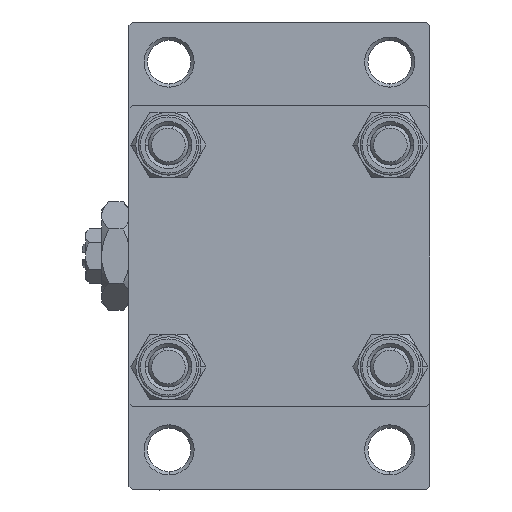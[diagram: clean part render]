
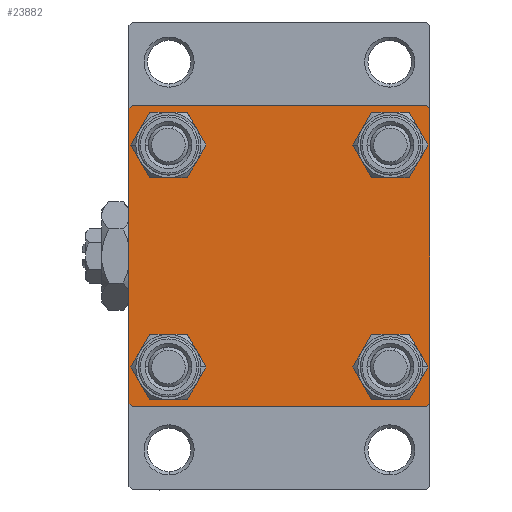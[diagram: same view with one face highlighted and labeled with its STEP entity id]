
A CAD part, left-side view. The second image highlights one B-rep face of the part: STEP entity #23882.
In plain terms, the highlighted planar face has unit normal (-1, 0, 0).
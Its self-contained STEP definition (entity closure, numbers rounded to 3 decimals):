
#161 = ORIENTED_EDGE ( 'NONE', *, *, #46744, .T. ) ;
#389 = VERTEX_POINT ( 'NONE', #37343 ) ;
#451 = AXIS2_PLACEMENT_3D ( 'NONE', #40559, #17197, #48280 ) ;
#935 = CARTESIAN_POINT ( 'NONE',  ( 0., -16.6, 13.1 ) ) ;
#970 = FACE_BOUND ( 'NONE', #44390, .T. ) ;
#1125 = CARTESIAN_POINT ( 'NONE',  ( 0., 22.5, 22.5 ) ) ;
#1324 = CARTESIAN_POINT ( 'NONE',  ( 0., 22., -22.5 ) ) ;
#2086 = CARTESIAN_POINT ( 'NONE',  ( 0., -22.5, -22. ) ) ;
#2178 = ORIENTED_EDGE ( 'NONE', *, *, #40930, .T. ) ;
#2379 = AXIS2_PLACEMENT_3D ( 'NONE', #29169, #10294, #40602 ) ;
#3408 = VERTEX_POINT ( 'NONE', #31961 ) ;
#3435 = LINE ( 'NONE', #18578, #3568 ) ;
#3524 = VERTEX_POINT ( 'NONE', #3596 ) ;
#3568 = VECTOR ( 'NONE', #30038, 1000. ) ;
#3596 = CARTESIAN_POINT ( 'NONE',  ( 0., 22., 22.5 ) ) ;
#4909 = VERTEX_POINT ( 'NONE', #19117 ) ;
#5395 = AXIS2_PLACEMENT_3D ( 'NONE', #42602, #39103, #31402 ) ;
#5481 = VERTEX_POINT ( 'NONE', #26069 ) ;
#6022 = CARTESIAN_POINT ( 'NONE',  ( 0., 16.6, 20.1 ) ) ;
#6206 = AXIS2_PLACEMENT_3D ( 'NONE', #10709, #33811, #42020 ) ;
#6319 = VERTEX_POINT ( 'NONE', #32143 ) ;
#7398 = DIRECTION ( 'NONE',  ( 0., 0., -1. ) ) ;
#8367 = DIRECTION ( 'NONE',  ( 1., 0., 0. ) ) ;
#8681 = DIRECTION ( 'NONE',  ( 0., 0., 1. ) ) ;
#9455 = CARTESIAN_POINT ( 'NONE',  ( 0., 22.25, 22.25 ) ) ;
#9793 = AXIS2_PLACEMENT_3D ( 'NONE', #10755, #22912, #26398 ) ;
#10294 = DIRECTION ( 'NONE',  ( 1., 0., 0. ) ) ;
#10696 = DIRECTION ( 'NONE',  ( 0., 0., 1. ) ) ;
#10709 = CARTESIAN_POINT ( 'NONE',  ( 0., 16.6, 16.6 ) ) ;
#10755 = CARTESIAN_POINT ( 'NONE',  ( 0., 16.6, -16.6 ) ) ;
#11021 = ORIENTED_EDGE ( 'NONE', *, *, #26266, .T. ) ;
#11122 = EDGE_CURVE ( 'NONE', #42638, #41067, #19587, .T. ) ;
#11131 = AXIS2_PLACEMENT_3D ( 'NONE', #32487, #35710, #25014 ) ;
#11321 = ORIENTED_EDGE ( 'NONE', *, *, #11122, .T. ) ;
#11810 = CARTESIAN_POINT ( 'NONE',  ( 0., 22.25, -22.25 ) ) ;
#12241 = EDGE_CURVE ( 'NONE', #46778, #389, #46663, .T. ) ;
#12412 = PLANE ( 'NONE',  #20495 ) ;
#13145 = FACE_BOUND ( 'NONE', #40993, .T. ) ;
#13709 = CARTESIAN_POINT ( 'NONE',  ( 0., -16.6, -13.1 ) ) ;
#14485 = DIRECTION ( 'NONE',  ( 1., 0., 0. ) ) ;
#14736 = CARTESIAN_POINT ( 'NONE',  ( 0., -16.6, -16.6 ) ) ;
#14748 = CIRCLE ( 'NONE', #451, 3.5 ) ;
#15284 = LINE ( 'NONE', #11810, #46233 ) ;
#16170 = VERTEX_POINT ( 'NONE', #2086 ) ;
#16374 = VECTOR ( 'NONE', #44803, 1000. ) ;
#16658 = EDGE_CURVE ( 'NONE', #29382, #6319, #34048, .T. ) ;
#17041 = VECTOR ( 'NONE', #36026, 1000. ) ;
#17188 = ORIENTED_EDGE ( 'NONE', *, *, #39557, .T. ) ;
#17197 = DIRECTION ( 'NONE',  ( 1., 0., 0. ) ) ;
#17316 = CARTESIAN_POINT ( 'NONE',  ( 0., 16.6, -13.1 ) ) ;
#17388 = VECTOR ( 'NONE', #7398, 1000. ) ;
#18563 = CARTESIAN_POINT ( 'NONE',  ( 0., 22.5, 22.5 ) ) ;
#18578 = CARTESIAN_POINT ( 'NONE',  ( 0., 22.5, -22.5 ) ) ;
#18823 = VECTOR ( 'NONE', #19122, 1000. ) ;
#19117 = CARTESIAN_POINT ( 'NONE',  ( 0., -16.6, -20.1 ) ) ;
#19122 = DIRECTION ( 'NONE',  ( 0., 0.707, 0.707 ) ) ;
#19587 = CIRCLE ( 'NONE', #47410, 3.5 ) ;
#19815 = CIRCLE ( 'NONE', #2379, 3.5 ) ;
#20333 = CARTESIAN_POINT ( 'NONE',  ( 0., 22.5, 22. ) ) ;
#20495 = AXIS2_PLACEMENT_3D ( 'NONE', #27562, #42748, #8681 ) ;
#20501 = DIRECTION ( 'NONE',  ( 0., 0., -1. ) ) ;
#22350 = VERTEX_POINT ( 'NONE', #1324 ) ;
#22391 = EDGE_CURVE ( 'NONE', #27003, #5481, #30011, .T. ) ;
#22492 = AXIS2_PLACEMENT_3D ( 'NONE', #14736, #14485, #45820 ) ;
#22912 = DIRECTION ( 'NONE',  ( 1., 0., 0. ) ) ;
#22977 = ORIENTED_EDGE ( 'NONE', *, *, #42483, .T. ) ;
#23882 = ADVANCED_FACE ( 'NONE', ( #970, #35756, #13145, #39751, #28304 ), #12412, .T. ) ;
#24054 = CIRCLE ( 'NONE', #9793, 3.5 ) ;
#24849 = ORIENTED_EDGE ( 'NONE', *, *, #37560, .T. ) ;
#24982 = EDGE_LOOP ( 'NONE', ( #42601, #161 ) ) ;
#25011 = EDGE_CURVE ( 'NONE', #38002, #33601, #41704, .T. ) ;
#25014 = DIRECTION ( 'NONE',  ( 0., 0., 1. ) ) ;
#26069 = CARTESIAN_POINT ( 'NONE',  ( 0., 16.6, -20.1 ) ) ;
#26266 = EDGE_CURVE ( 'NONE', #41067, #42638, #19815, .T. ) ;
#26398 = DIRECTION ( 'NONE',  ( 0., 0., 1. ) ) ;
#27003 = VERTEX_POINT ( 'NONE', #17316 ) ;
#27008 = EDGE_CURVE ( 'NONE', #4909, #45626, #30975, .T. ) ;
#27218 = LINE ( 'NONE', #1125, #42909 ) ;
#27338 = ORIENTED_EDGE ( 'NONE', *, *, #44462, .T. ) ;
#27562 = CARTESIAN_POINT ( 'NONE',  ( 0., 0., 0. ) ) ;
#27981 = EDGE_CURVE ( 'NONE', #3524, #6319, #27218, .T. ) ;
#28304 = FACE_OUTER_BOUND ( 'NONE', #38782, .T. ) ;
#28689 = ORIENTED_EDGE ( 'NONE', *, *, #27981, .F. ) ;
#29169 = CARTESIAN_POINT ( 'NONE',  ( 0., -16.6, 16.6 ) ) ;
#29382 = VERTEX_POINT ( 'NONE', #31390 ) ;
#30011 = CIRCLE ( 'NONE', #5395, 3.5 ) ;
#30038 = DIRECTION ( 'NONE',  ( 0., -1., 0. ) ) ;
#30120 = CARTESIAN_POINT ( 'NONE',  ( 0., -22.25, -22.25 ) ) ;
#30555 = CARTESIAN_POINT ( 'NONE',  ( 0., -22.25, 22.25 ) ) ;
#30975 = CIRCLE ( 'NONE', #11131, 3.5 ) ;
#31390 = CARTESIAN_POINT ( 'NONE',  ( 0., -22.5, 22. ) ) ;
#31402 = DIRECTION ( 'NONE',  ( 0., 0., 1. ) ) ;
#31961 = CARTESIAN_POINT ( 'NONE',  ( 0., -22., -22.5 ) ) ;
#32143 = CARTESIAN_POINT ( 'NONE',  ( 0., -22., 22.5 ) ) ;
#32215 = VECTOR ( 'NONE', #20501, 1000. ) ;
#32217 = ORIENTED_EDGE ( 'NONE', *, *, #43826, .F. ) ;
#32487 = CARTESIAN_POINT ( 'NONE',  ( 0., -16.6, -16.6 ) ) ;
#33601 = VERTEX_POINT ( 'NONE', #46217 ) ;
#33811 = DIRECTION ( 'NONE',  ( 1., 0., 0. ) ) ;
#34048 = LINE ( 'NONE', #30555, #18823 ) ;
#35092 = EDGE_LOOP ( 'NONE', ( #17188, #40528 ) ) ;
#35274 = EDGE_CURVE ( 'NONE', #33601, #22350, #15284, .T. ) ;
#35710 = DIRECTION ( 'NONE',  ( 1., 0., 0. ) ) ;
#35756 = FACE_BOUND ( 'NONE', #35092, .T. ) ;
#35785 = ORIENTED_EDGE ( 'NONE', *, *, #25011, .T. ) ;
#36026 = DIRECTION ( 'NONE',  ( 0., 0.707, -0.707 ) ) ;
#37343 = CARTESIAN_POINT ( 'NONE',  ( 0., 16.6, 13.1 ) ) ;
#37560 = EDGE_CURVE ( 'NONE', #5481, #27003, #24054, .T. ) ;
#38002 = VERTEX_POINT ( 'NONE', #20333 ) ;
#38414 = DIRECTION ( 'NONE',  ( 0., -1., 0. ) ) ;
#38675 = LINE ( 'NONE', #43405, #32215 ) ;
#38724 = CARTESIAN_POINT ( 'NONE',  ( 0., -16.6, 20.1 ) ) ;
#38782 = EDGE_LOOP ( 'NONE', ( #35785, #46772, #22977, #27338, #32217, #44596, #28689, #2178 ) ) ;
#39103 = DIRECTION ( 'NONE',  ( 1., 0., 0. ) ) ;
#39557 = EDGE_CURVE ( 'NONE', #45626, #4909, #43961, .T. ) ;
#39751 = FACE_BOUND ( 'NONE', #24982, .T. ) ;
#40528 = ORIENTED_EDGE ( 'NONE', *, *, #27008, .T. ) ;
#40559 = CARTESIAN_POINT ( 'NONE',  ( 0., 16.6, 16.6 ) ) ;
#40602 = DIRECTION ( 'NONE',  ( 0., 0., 1. ) ) ;
#40930 = EDGE_CURVE ( 'NONE', #3524, #38002, #43514, .T. ) ;
#40993 = EDGE_LOOP ( 'NONE', ( #47595, #24849 ) ) ;
#41067 = VERTEX_POINT ( 'NONE', #38724 ) ;
#41704 = LINE ( 'NONE', #18563, #17388 ) ;
#41804 = LINE ( 'NONE', #30120, #16374 ) ;
#41892 = DIRECTION ( 'NONE',  ( 0., -0.707, -0.707 ) ) ;
#42020 = DIRECTION ( 'NONE',  ( 0., 0., 1. ) ) ;
#42483 = EDGE_CURVE ( 'NONE', #22350, #3408, #3435, .T. ) ;
#42601 = ORIENTED_EDGE ( 'NONE', *, *, #12241, .T. ) ;
#42602 = CARTESIAN_POINT ( 'NONE',  ( 0., 16.6, -16.6 ) ) ;
#42638 = VERTEX_POINT ( 'NONE', #935 ) ;
#42748 = DIRECTION ( 'NONE',  ( -1., 0., 0. ) ) ;
#42909 = VECTOR ( 'NONE', #38414, 1000. ) ;
#43405 = CARTESIAN_POINT ( 'NONE',  ( 0., -22.5, 22.5 ) ) ;
#43514 = LINE ( 'NONE', #9455, #17041 ) ;
#43826 = EDGE_CURVE ( 'NONE', #29382, #16170, #38675, .T. ) ;
#43961 = CIRCLE ( 'NONE', #22492, 3.5 ) ;
#44390 = EDGE_LOOP ( 'NONE', ( #11021, #11321 ) ) ;
#44462 = EDGE_CURVE ( 'NONE', #3408, #16170, #41804, .T. ) ;
#44596 = ORIENTED_EDGE ( 'NONE', *, *, #16658, .T. ) ;
#44803 = DIRECTION ( 'NONE',  ( 0., -0.707, 0.707 ) ) ;
#45626 = VERTEX_POINT ( 'NONE', #13709 ) ;
#45820 = DIRECTION ( 'NONE',  ( 0., 0., 1. ) ) ;
#46217 = CARTESIAN_POINT ( 'NONE',  ( 0., 22.5, -22. ) ) ;
#46233 = VECTOR ( 'NONE', #41892, 1000. ) ;
#46663 = CIRCLE ( 'NONE', #6206, 3.5 ) ;
#46744 = EDGE_CURVE ( 'NONE', #389, #46778, #14748, .T. ) ;
#46772 = ORIENTED_EDGE ( 'NONE', *, *, #35274, .T. ) ;
#46778 = VERTEX_POINT ( 'NONE', #6022 ) ;
#47410 = AXIS2_PLACEMENT_3D ( 'NONE', #48729, #8367, #10696 ) ;
#47595 = ORIENTED_EDGE ( 'NONE', *, *, #22391, .T. ) ;
#48280 = DIRECTION ( 'NONE',  ( 0., 0., 1. ) ) ;
#48729 = CARTESIAN_POINT ( 'NONE',  ( 0., -16.6, 16.6 ) ) ;
